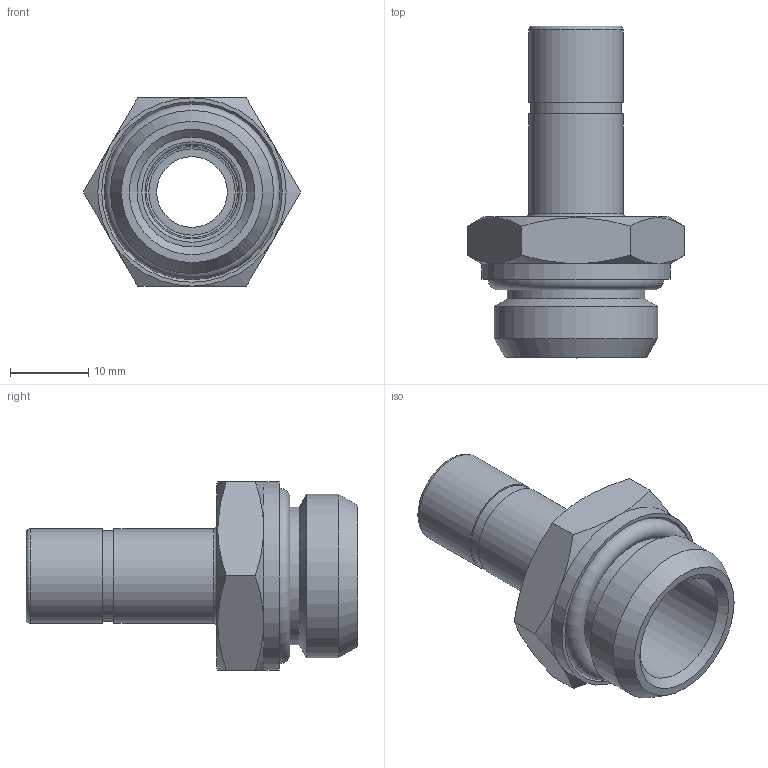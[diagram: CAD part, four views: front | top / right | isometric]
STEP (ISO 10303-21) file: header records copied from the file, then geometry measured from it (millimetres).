
FILE_DESCRIPTION (( 'STEP AP214' ), '1' );
FILE_NAME ('6060000017A.STEP', '2013-10-11T15:06:46', ( 'ST01' ), ( '' ), 'SwSTEP 2.0', 'SolidWorks 2012', '' );
FILE_SCHEMA (( 'AUTOMOTIVE_DESIGN' ));
Length unit declared in the file: millimetre
Products named in the file (1): 6060000017A
Bounding box: 27.71 x 42.3 x 24 mm (x, y, z)
Surface area: 4827 mm2 (no closed solid volume)
Topology: 0 solids, 3 shells, 30 faces, 65 edges, 42 vertices
Faces by surface type: plane 13, cylinder 8, cone 6, torus 3
Full cylindrical faces by diameter (mm): 9 x1, 11.6 x1, 12 x2, 14 x1, 17.5 x1, 20.8 x1, 24 x1
Entity records: 1141 total; most frequent: CARTESIAN_POINT 241, DIRECTION 116, ORIENTED_EDGE 80, AXIS2_PLACEMENT_3D 55, EDGE_LOOP 52, EDGE_CURVE 42, FACE_OUTER_BOUND 39, VERTEX_POINT 36
